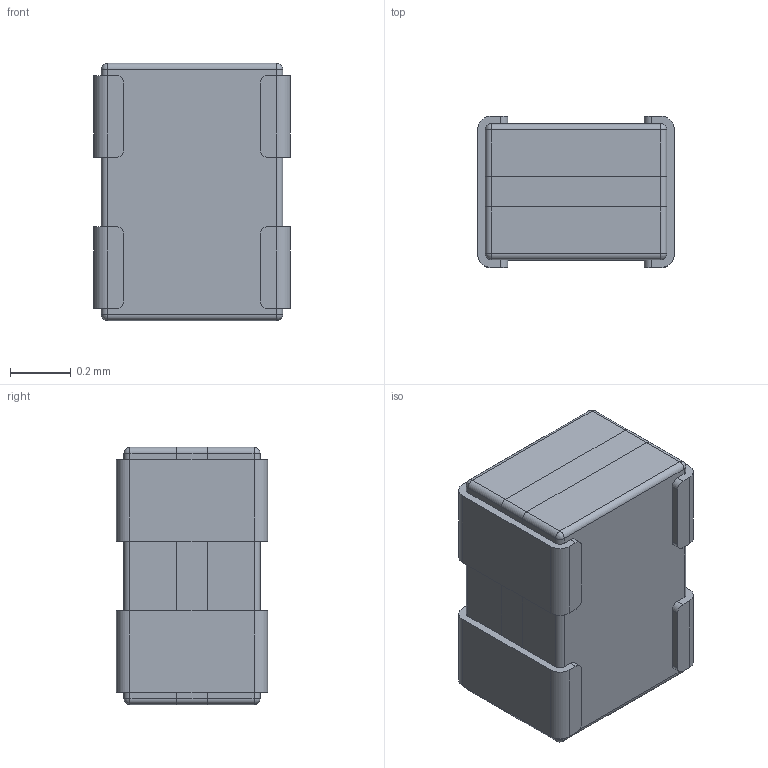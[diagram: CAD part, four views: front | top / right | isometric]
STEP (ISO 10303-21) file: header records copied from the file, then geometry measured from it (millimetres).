
FILE_DESCRIPTION (( 'STEP AP214' ), '1' );
FILE_NAME ('EXC14CH120U.STEP', '2022-11-03T00:42:43', ( '' ), ( '' ), 'SwSTEP 2.0', 'SolidWorks 2017', '' );
FILE_SCHEMA (( 'AUTOMOTIVE_DESIGN' ));
Length unit declared in the file: millimetre
Products named in the file (1): EXC14CH120U
Bounding box: 0.65 x 0.5 x 0.85 mm (x, y, z)
Volume: 0.2 mm3; surface area: 5.7 mm2
Topology: 7 solids, 7 shells, 166 faces, 440 edges, 280 vertices
Faces by surface type: plane 90, cylinder 68, sphere 8
Entity records: 5168 total; most frequent: DIRECTION 902, CARTESIAN_POINT 879, ORIENTED_EDGE 864, EDGE_CURVE 432, AXIS2_PLACEMENT_3D 303, LINE 296, VECTOR 296, VERTEX_POINT 280
